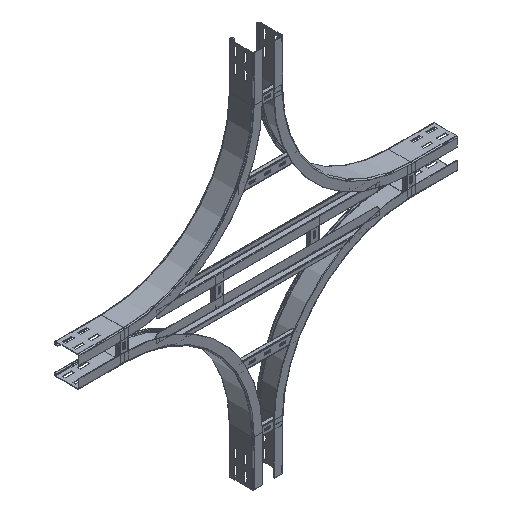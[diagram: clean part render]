
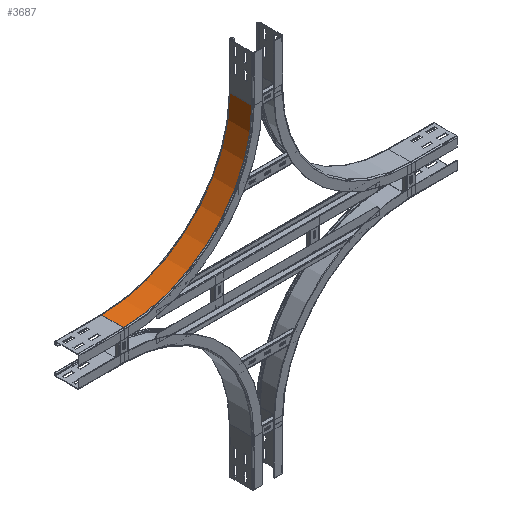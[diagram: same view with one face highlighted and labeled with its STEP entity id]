
A CAD part, isometric view. The second image highlights one B-rep face of the part: STEP entity #3687.
In plain terms, the highlighted cylindrical face has radius 420 mm (diameter 840 mm), a partial arc.
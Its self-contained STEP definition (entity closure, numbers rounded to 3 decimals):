
#148=CIRCLE('',#4018,420.);
#150=CIRCLE('',#4021,420.);
#236=CYLINDRICAL_SURFACE('',#4020,420.);
#328=FACE_OUTER_BOUND('',#562,.T.);
#562=EDGE_LOOP('',(#2674,#2675,#2676,#2677));
#864=LINE('',#5607,#1282);
#894=LINE('',#5686,#1312);
#1282=VECTOR('',#4486,10.);
#1312=VECTOR('',#4566,10.);
#1670=VERTEX_POINT('',#5600);
#1672=VERTEX_POINT('',#5606);
#1695=VERTEX_POINT('',#5680);
#1696=VERTEX_POINT('',#5684);
#2012=EDGE_CURVE('',#1670,#1672,#864,.T.);
#2049=EDGE_CURVE('',#1695,#1670,#148,.T.);
#2051=EDGE_CURVE('',#1696,#1672,#150,.T.);
#2052=EDGE_CURVE('',#1695,#1696,#894,.T.);
#2674=ORIENTED_EDGE('',*,*,#2012,.T.);
#2675=ORIENTED_EDGE('',*,*,#2051,.F.);
#2676=ORIENTED_EDGE('',*,*,#2052,.F.);
#2677=ORIENTED_EDGE('',*,*,#2049,.T.);
#3687=ADVANCED_FACE('',(#328),#236,.F.);
#4018=AXIS2_PLACEMENT_3D('',#5681,#4558,#4559);
#4020=AXIS2_PLACEMENT_3D('',#5683,#4562,#4563);
#4021=AXIS2_PLACEMENT_3D('',#5685,#4564,#4565);
#4486=DIRECTION('',(0.,1.,0.));
#4558=DIRECTION('center_axis',(0.,-1.,0.));
#4559=DIRECTION('ref_axis',(-1.,0.,0.));
#4562=DIRECTION('center_axis',(0.,-1.,0.));
#4563=DIRECTION('ref_axis',(-1.,0.,0.));
#4564=DIRECTION('center_axis',(0.,-1.,0.));
#4565=DIRECTION('ref_axis',(-1.,0.,0.));
#4566=DIRECTION('',(0.,1.,0.));
#5600=CARTESIAN_POINT('',(451.,4.,-420.));
#5606=CARTESIAN_POINT('',(451.,76.,-420.));
#5607=CARTESIAN_POINT('',(451.,76.,-420.));
#5680=CARTESIAN_POINT('',(31.,4.,0.));
#5681=CARTESIAN_POINT('Origin',(451.,4.,0.));
#5683=CARTESIAN_POINT('Origin',(451.,35.493,0.));
#5684=CARTESIAN_POINT('',(31.,76.,0.));
#5685=CARTESIAN_POINT('Origin',(451.,76.,0.));
#5686=CARTESIAN_POINT('',(31.,-27.524,0.));
